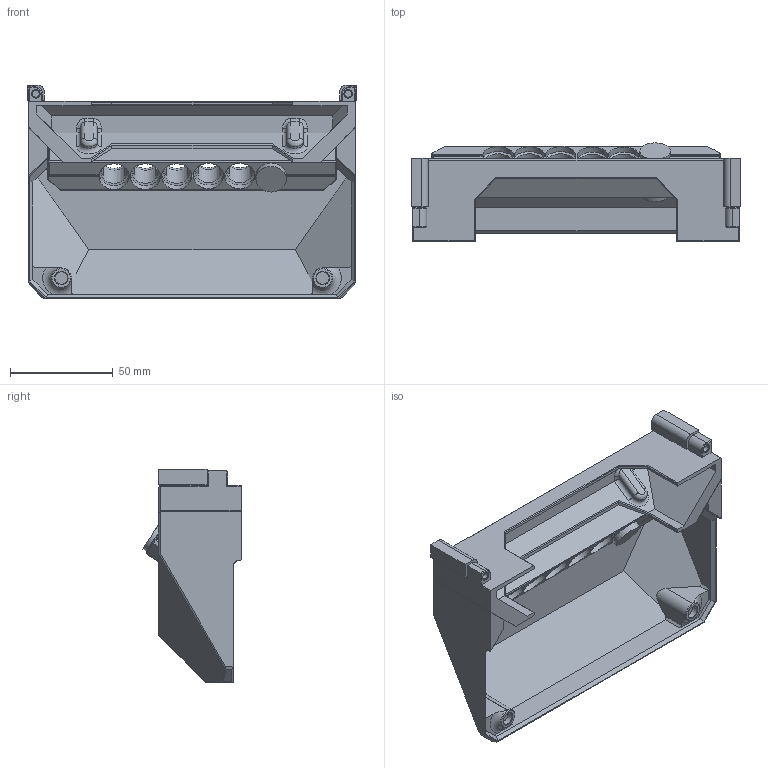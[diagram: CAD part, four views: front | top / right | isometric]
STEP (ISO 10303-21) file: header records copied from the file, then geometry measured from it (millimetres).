
FILE_DESCRIPTION(/* description */ ('STEP AP214'),/* implementation_level */ '2;1');
FILE_NAME(/* name */ 'FannyPack v129 v4.step',/* time_stamp */ '2025-08-05T09:35:08+09:30',/* author */ (''),/* organization */ (''),/* preprocessor_version */ 'ST-DEVELOPER v20.1',/* originating_system */ 'Autodesk Translation Framework v14.10.0.0',/* authorisation */ '');
FILE_SCHEMA (('AUTOMOTIVE_DESIGN { 1 0 10303 214 3 1 1 }'));
Length unit declared in the file: millimetre
Products named in the file (13): Birdsnest_Fannypack_Base_Rev1.1; Exhaust Plate; V2; [a]_cover_ramp_n3mi; cover_ramp; [a]_ptfe_ramp; Supports (2); Ramp; ECAS Panel; ecas_panel_top; ecas_panel_bottom; [a]_ecas_ecas; ecas_ecas
Assembly tree (12 placements, depth 4):
  Birdsnest_Fannypack_Base_Rev1.1
    Exhaust Plate
      V2
      [a]_cover_ramp_n3mi
        cover_ramp
      [a]_ptfe_ramp
        Supports (2)
        Ramp
      ECAS Panel
        ecas_panel_top
        ecas_panel_bottom
        [a]_ecas_ecas
    ecas_ecas
Bounding box: 160.2 x 47.69 x 103.6 mm (x, y, z)
Volume: 115106.2 mm3; surface area: 76099.4 mm2
Topology: 7 solids, 7 shells, 520 faces, 1391 edges, 896 vertices
Faces by surface type: plane 365, cylinder 91, cone 54, bspline 6, torus 4
Full cylindrical faces by diameter (mm): 3.2 x4, 3.4 x2, 4.7 x2, 5.8 x2, 6.1 x6, 12.699 x1, 14.739 x4
Entity records: 16577 total; most frequent: CARTESIAN_POINT 3096, ORIENTED_EDGE 2782, DIRECTION 2762, EDGE_CURVE 1391, LINE 1010, VECTOR 1010, VERTEX_POINT 896, AXIS2_PLACEMENT_3D 876
